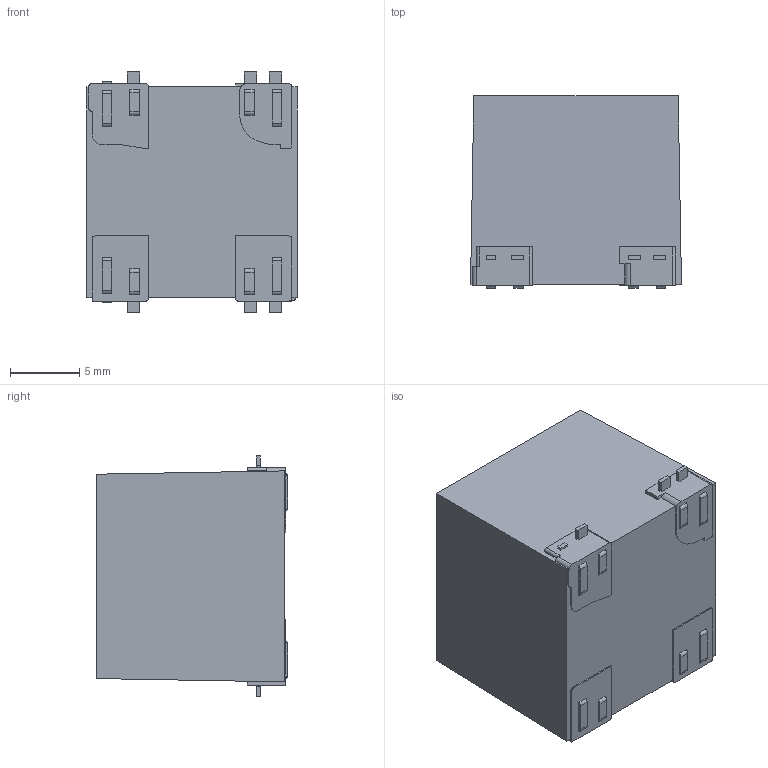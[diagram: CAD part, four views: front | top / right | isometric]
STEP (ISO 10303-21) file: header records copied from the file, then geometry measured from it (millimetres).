
FILE_DESCRIPTION (( 'STEP AP203' ), '1' );
FILE_NAME ('3DCC10.STEP', '2018-04-17T13:47:10', ( 'AdministradorLocal' ), ( '' ), 'SwSTEP 2.0', 'SolidWorks 2017', '' );
FILE_SCHEMA (( 'CONFIG_CONTROL_DESIGN' ));
Length unit declared in the file: millimetre
Products named in the file (1): 3DCC10
Bounding box: 15.24 x 13.85 x 17.35 mm (x, y, z)
Volume: 3082.5 mm3; surface area: 1303.9 mm2
Topology: 1 solids, 1 shells, 139 faces, 360 edges, 240 vertices
Faces by surface type: plane 105, cylinder 34
Entity records: 4300 total; most frequent: CARTESIAN_POINT 752, ORIENTED_EDGE 720, DIRECTION 705, EDGE_CURVE 360, VECTOR 287, LINE 287, VERTEX_POINT 240, AXIS2_PLACEMENT_3D 209
